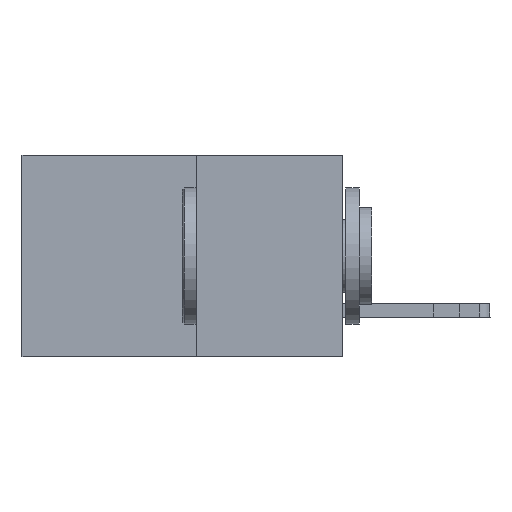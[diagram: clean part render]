
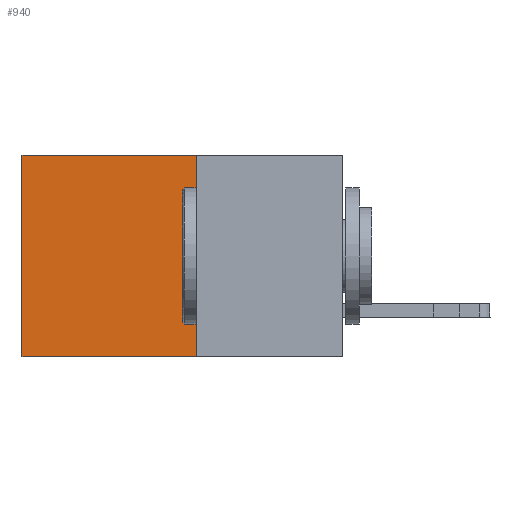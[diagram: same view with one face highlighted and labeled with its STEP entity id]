
A CAD part, left-side view. The second image highlights one B-rep face of the part: STEP entity #940.
In plain terms, the highlighted planar face has unit normal (-1, 0, 0).
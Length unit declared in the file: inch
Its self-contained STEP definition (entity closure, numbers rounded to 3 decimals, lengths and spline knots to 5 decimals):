
#904 = CARTESIAN_POINT ( 'NONE',  ( 0.277, 0.27, -0.37 ) ) ;
#940 = ADVANCED_FACE ( 'NONE', ( #18639 ), #16679, .F. ) ;
#1947 = EDGE_CURVE ( 'NONE', #21006, #18571, #11244, .T. ) ;
#2014 = DIRECTION ( 'NONE',  ( 0., 1., 0. ) ) ;
#2305 = DIRECTION ( 'NONE',  ( 0., 1., 0. ) ) ;
#2491 = DIRECTION ( 'NONE',  ( 0., 0., -1. ) ) ;
#2546 = LINE ( 'NONE', #11409, #7427 ) ;
#3593 = ORIENTED_EDGE ( 'NONE', *, *, #20689, .T. ) ;
#3896 = CARTESIAN_POINT ( 'NONE',  ( 0.277, 0.59, -0.37 ) ) ;
#4370 = LINE ( 'NONE', #14976, #6782 ) ;
#6782 = VECTOR ( 'NONE', #2305, 39.37008 ) ;
#7427 = VECTOR ( 'NONE', #11531, 39.37008 ) ;
#7915 = VERTEX_POINT ( 'NONE', #3896 ) ;
#8157 = DIRECTION ( 'NONE',  ( 1., 0., 0. ) ) ;
#8694 = ORIENTED_EDGE ( 'NONE', *, *, #14698, .T. ) ;
#9958 = VERTEX_POINT ( 'NONE', #12402 ) ;
#11244 = LINE ( 'NONE', #18265, #12512 ) ;
#11409 = CARTESIAN_POINT ( 'NONE',  ( 0.277, 0.59, -0.37 ) ) ;
#11531 = DIRECTION ( 'NONE',  ( 0., 0., -1. ) ) ;
#12402 = CARTESIAN_POINT ( 'NONE',  ( 0.277, 0.59, 0. ) ) ;
#12512 = VECTOR ( 'NONE', #2491, 39.37008 ) ;
#12758 = ORIENTED_EDGE ( 'NONE', *, *, #1947, .F. ) ;
#13107 = DIRECTION ( 'NONE',  ( 0., 0., -1. ) ) ;
#14325 = LINE ( 'NONE', #21598, #17493 ) ;
#14416 = CARTESIAN_POINT ( 'NONE',  ( 0.277, 0.27, -0.37 ) ) ;
#14486 = AXIS2_PLACEMENT_3D ( 'NONE', #904, #8157, #13107 ) ;
#14698 = EDGE_CURVE ( 'NONE', #21006, #9958, #4370, .T. ) ;
#14976 = CARTESIAN_POINT ( 'NONE',  ( 0.277, 0.27, 0. ) ) ;
#15890 = CARTESIAN_POINT ( 'NONE',  ( 0.277, 0.27, 0. ) ) ;
#16346 = EDGE_CURVE ( 'NONE', #18571, #7915, #14325, .T. ) ;
#16679 = PLANE ( 'NONE',  #14486 ) ;
#17493 = VECTOR ( 'NONE', #2014, 39.37008 ) ;
#18265 = CARTESIAN_POINT ( 'NONE',  ( 0.277, 0.27, -0.37 ) ) ;
#18571 = VERTEX_POINT ( 'NONE', #14416 ) ;
#18639 = FACE_OUTER_BOUND ( 'NONE', #19803, .T. ) ;
#19803 = EDGE_LOOP ( 'NONE', ( #3593, #22234, #12758, #8694 ) ) ;
#20689 = EDGE_CURVE ( 'NONE', #9958, #7915, #2546, .T. ) ;
#21006 = VERTEX_POINT ( 'NONE', #15890 ) ;
#21598 = CARTESIAN_POINT ( 'NONE',  ( 0.277, 0.27, -0.37 ) ) ;
#22234 = ORIENTED_EDGE ( 'NONE', *, *, #16346, .F. ) ;
